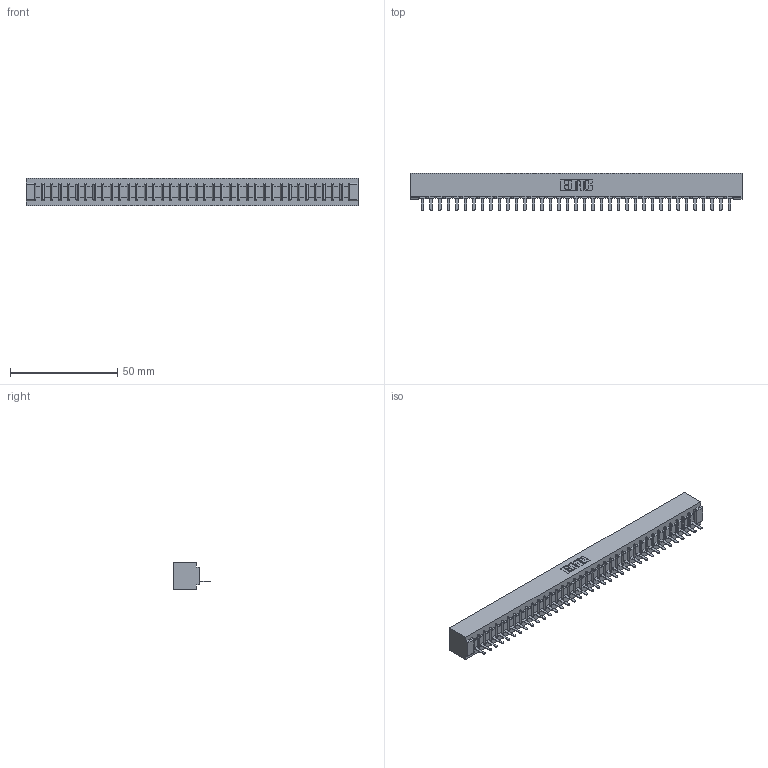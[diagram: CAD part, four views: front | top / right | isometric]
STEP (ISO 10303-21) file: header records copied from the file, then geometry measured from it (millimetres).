
FILE_DESCRIPTION (( 'STEP AP203' ), '1' );
FILE_NAME ('357-037-521-101.STEP', '2019-09-17T07:02:58', ( '' ), ( '' ), 'SwSTEP 2.0', 'SolidWorks 2016', '' );
FILE_SCHEMA (( 'CONFIG_CONTROL_DESIGN' ));
Length unit declared in the file: inch
Products named in the file (3): 307 Part_No Mounting Lugs; 357-037-521-101; 307-290-002_521
Assembly tree (38 placements, depth 2):
  357-037-521-101
    307 Part_No Mounting Lugs
    307-290-002_521  x37
Bounding box: 154.48 x 17.42 x 12.7 mm (x, y, z)
Volume: 17054.3 mm3; surface area: 21689.6 mm2
Topology: 38 solids, 38 shells, 2886 faces, 8883 edges, 5818 vertices
Faces by surface type: plane 1731, cylinder 1079, sphere 76
Entity records: 32776 total; most frequent: CARTESIAN_POINT 5528, ORIENTED_EDGE 5518, DIRECTION 5371, EDGE_CURVE 2759, LINE 2113, VECTOR 2113, VERTEX_POINT 1786, AXIS2_PLACEMENT_3D 1629
